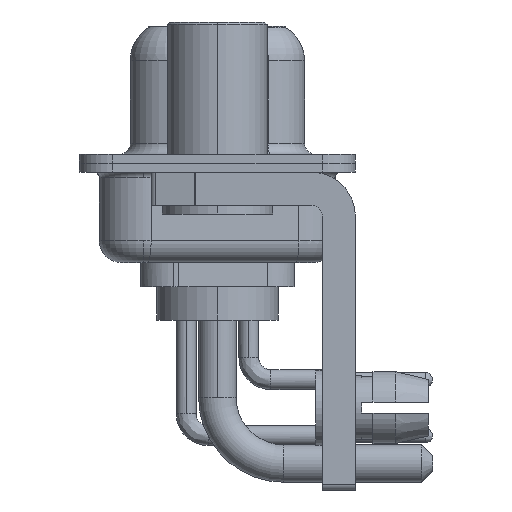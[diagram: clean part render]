
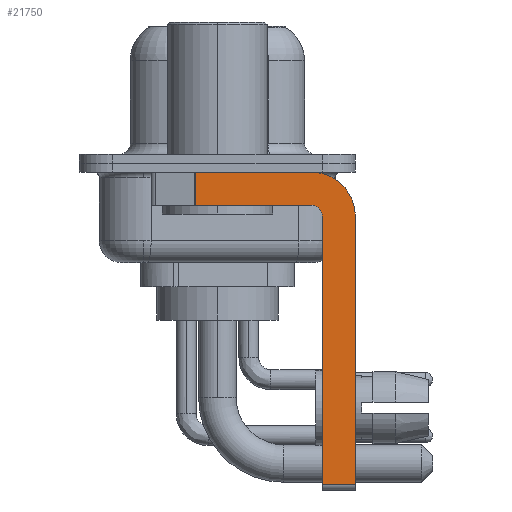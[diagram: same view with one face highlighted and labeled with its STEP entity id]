
A CAD part, left-side view. The second image highlights one B-rep face of the part: STEP entity #21750.
In plain terms, the highlighted planar face has unit normal (-1, 0, 0).
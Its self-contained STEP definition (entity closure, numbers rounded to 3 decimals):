
#255 = EDGE_CURVE ( 'NONE', #22006, #10801, #17123, .T. ) ;
#347 = VECTOR ( 'NONE', #16720, 1000. ) ;
#471 = CARTESIAN_POINT ( 'NONE',  ( -2.9, -6.25, -2.4 ) ) ;
#1337 = CARTESIAN_POINT ( 'NONE',  ( -2.9, 3., -0.4 ) ) ;
#1484 = DIRECTION ( 'NONE',  ( 0., 0., -1. ) ) ;
#1619 = EDGE_CURVE ( 'NONE', #15502, #2104, #8367, .T. ) ;
#1752 = EDGE_LOOP ( 'NONE', ( #21229, #11845, #15033, #19723, #22465, #15826, #3582, #17048 ) ) ;
#2017 = CARTESIAN_POINT ( 'NONE',  ( -2.9, 0.978, -1.9 ) ) ;
#2104 = VERTEX_POINT ( 'NONE', #19853 ) ;
#2185 = DIRECTION ( 'NONE',  ( 0., 0., -1. ) ) ;
#2417 = VECTOR ( 'NONE', #23475, 1000. ) ;
#3111 = CARTESIAN_POINT ( 'NONE',  ( -2.9, -4.75, -14.8 ) ) ;
#3582 = ORIENTED_EDGE ( 'NONE', *, *, #10376, .F. ) ;
#4032 = AXIS2_PLACEMENT_3D ( 'NONE', #19689, #22812, #21016 ) ;
#4105 = CARTESIAN_POINT ( 'NONE',  ( -2.9, -4.25, -2.4 ) ) ;
#4788 = CARTESIAN_POINT ( 'NONE',  ( -2.9, 0.978, -1.9 ) ) ;
#5363 = VECTOR ( 'NONE', #2185, 1000. ) ;
#5463 = CARTESIAN_POINT ( 'NONE',  ( -2.9, -4.75, -14.55 ) ) ;
#5794 = CARTESIAN_POINT ( 'NONE',  ( -2.9, -4.75, -2.4 ) ) ;
#5886 = LINE ( 'NONE', #471, #347 ) ;
#6343 = CIRCLE ( 'NONE', #4032, 2. ) ;
#6836 = LINE ( 'NONE', #3111, #16764 ) ;
#7743 = EDGE_CURVE ( 'NONE', #22878, #23206, #21415, .T. ) ;
#8170 = CARTESIAN_POINT ( 'NONE',  ( -2.9, -6.25, -2.4 ) ) ;
#8367 = LINE ( 'NONE', #13792, #22105 ) ;
#8566 = FACE_OUTER_BOUND ( 'NONE', #1752, .T. ) ;
#8752 = DIRECTION ( 'NONE',  ( 0., 0., 1. ) ) ;
#9791 = CARTESIAN_POINT ( 'NONE',  ( -2.9, -4.25, -1.9 ) ) ;
#10376 = EDGE_CURVE ( 'NONE', #23157, #2104, #5886, .T. ) ;
#10801 = VERTEX_POINT ( 'NONE', #2017 ) ;
#11142 = CARTESIAN_POINT ( 'NONE',  ( -2.9, -4.25, -0.4 ) ) ;
#11456 = DIRECTION ( 'NONE',  ( -1., 0., 0. ) ) ;
#11845 = ORIENTED_EDGE ( 'NONE', *, *, #22065, .T. ) ;
#11956 = PLANE ( 'NONE',  #17653 ) ;
#12069 = VECTOR ( 'NONE', #13756, 1000. ) ;
#13756 = DIRECTION ( 'NONE',  ( 0., 1., 0. ) ) ;
#13792 = CARTESIAN_POINT ( 'NONE',  ( -2.9, -4.25, -14.55 ) ) ;
#15033 = ORIENTED_EDGE ( 'NONE', *, *, #255, .F. ) ;
#15502 = VERTEX_POINT ( 'NONE', #5463 ) ;
#15546 = DIRECTION ( 'NONE',  ( 0., 0., 1. ) ) ;
#15625 = LINE ( 'NONE', #4788, #5363 ) ;
#15826 = ORIENTED_EDGE ( 'NONE', *, *, #1619, .T. ) ;
#16489 = CARTESIAN_POINT ( 'NONE',  ( -2.9, 0.978, -0.4 ) ) ;
#16720 = DIRECTION ( 'NONE',  ( 0., 0., -1. ) ) ;
#16764 = VECTOR ( 'NONE', #8752, 1000. ) ;
#17048 = ORIENTED_EDGE ( 'NONE', *, *, #17770, .F. ) ;
#17123 = LINE ( 'NONE', #9791, #12069 ) ;
#17432 = CARTESIAN_POINT ( 'NONE',  ( -2.9, -4.25, -1.9 ) ) ;
#17653 = AXIS2_PLACEMENT_3D ( 'NONE', #17837, #19781, #1484 ) ;
#17770 = EDGE_CURVE ( 'NONE', #23206, #23157, #6343, .T. ) ;
#17837 = CARTESIAN_POINT ( 'NONE',  ( -2.9, -4.25, -2.4 ) ) ;
#18458 = CIRCLE ( 'NONE', #23452, 0.5 ) ;
#18693 = EDGE_CURVE ( 'NONE', #15502, #22369, #6836, .T. ) ;
#19689 = CARTESIAN_POINT ( 'NONE',  ( -2.9, -4.25, -2.4 ) ) ;
#19723 = ORIENTED_EDGE ( 'NONE', *, *, #22590, .F. ) ;
#19781 = DIRECTION ( 'NONE',  ( 1., 0., 0. ) ) ;
#19853 = CARTESIAN_POINT ( 'NONE',  ( -2.9, -6.25, -14.55 ) ) ;
#21016 = DIRECTION ( 'NONE',  ( 0., 0., -1. ) ) ;
#21131 = DIRECTION ( 'NONE',  ( 0., -1., 0. ) ) ;
#21229 = ORIENTED_EDGE ( 'NONE', *, *, #7743, .F. ) ;
#21415 = LINE ( 'NONE', #1337, #2417 ) ;
#21750 = ADVANCED_FACE ( 'NONE', ( #8566 ), #11956, .F. ) ;
#22006 = VERTEX_POINT ( 'NONE', #17432 ) ;
#22065 = EDGE_CURVE ( 'NONE', #22878, #10801, #15625, .T. ) ;
#22105 = VECTOR ( 'NONE', #21131, 1000. ) ;
#22369 = VERTEX_POINT ( 'NONE', #5794 ) ;
#22465 = ORIENTED_EDGE ( 'NONE', *, *, #18693, .F. ) ;
#22590 = EDGE_CURVE ( 'NONE', #22369, #22006, #18458, .T. ) ;
#22812 = DIRECTION ( 'NONE',  ( 1., 0., 0. ) ) ;
#22878 = VERTEX_POINT ( 'NONE', #16489 ) ;
#23157 = VERTEX_POINT ( 'NONE', #8170 ) ;
#23206 = VERTEX_POINT ( 'NONE', #11142 ) ;
#23452 = AXIS2_PLACEMENT_3D ( 'NONE', #4105, #11456, #15546 ) ;
#23475 = DIRECTION ( 'NONE',  ( 0., -1., 0. ) ) ;
